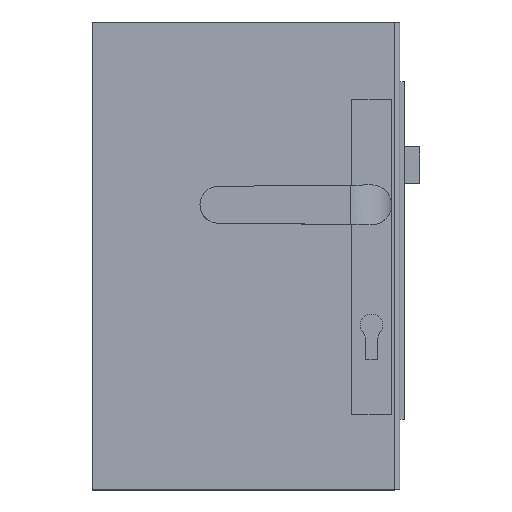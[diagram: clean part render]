
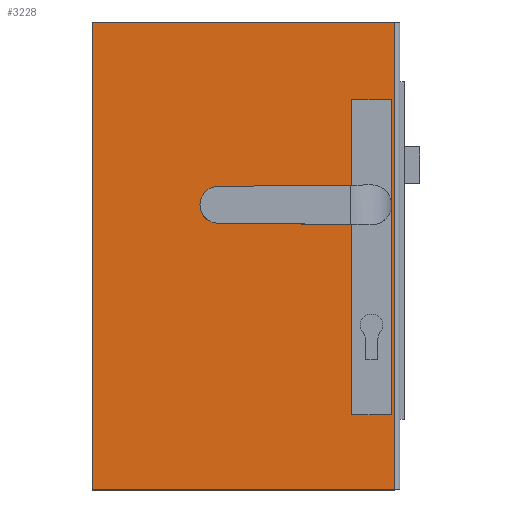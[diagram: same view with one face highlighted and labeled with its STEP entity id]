
A CAD part, top view. The second image highlights one B-rep face of the part: STEP entity #3228.
In plain terms, the highlighted planar face has unit normal (0, 0, 1).
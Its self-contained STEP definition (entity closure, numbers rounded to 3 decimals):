
#191 = VECTOR ( 'NONE', #3877, 1000. ) ;
#219 = EDGE_CURVE ( 'NONE', #3530, #930, #765, .T. ) ;
#228 = ORIENTED_EDGE ( 'NONE', *, *, #2763, .T. ) ;
#344 = CARTESIAN_POINT ( 'NONE',  ( -108.5, -165., 22. ) ) ;
#375 = EDGE_CURVE ( 'NONE', #3126, #384, #787, .T. ) ;
#384 = VERTEX_POINT ( 'NONE', #2523 ) ;
#407 = CARTESIAN_POINT ( 'NONE',  ( 102.5, 110., 22. ) ) ;
#425 = DIRECTION ( 'NONE',  ( 0., -1., 0. ) ) ;
#465 = DIRECTION ( 'NONE',  ( 0., 1., 0. ) ) ;
#552 = LINE ( 'NONE', #4188, #2137 ) ;
#560 = CARTESIAN_POINT ( 'NONE',  ( 74.5, 110., 22. ) ) ;
#611 = LINE ( 'NONE', #918, #3021 ) ;
#649 = DIRECTION ( 'NONE',  ( -1., 0., 0. ) ) ;
#765 = LINE ( 'NONE', #2551, #191 ) ;
#773 = EDGE_LOOP ( 'NONE', ( #2214, #3834, #2787, #228 ) ) ;
#787 = LINE ( 'NONE', #2111, #4106 ) ;
#794 = EDGE_CURVE ( 'NONE', #930, #910, #2692, .T. ) ;
#910 = VERTEX_POINT ( 'NONE', #4199 ) ;
#918 = CARTESIAN_POINT ( 'NONE',  ( -108.5, 165., 22. ) ) ;
#930 = VERTEX_POINT ( 'NONE', #560 ) ;
#1056 = CARTESIAN_POINT ( 'NONE',  ( 102.5, -112., 22. ) ) ;
#1063 = VERTEX_POINT ( 'NONE', #3354 ) ;
#1139 = VECTOR ( 'NONE', #3817, 1000. ) ;
#1167 = LINE ( 'NONE', #2491, #1139 ) ;
#1228 = ORIENTED_EDGE ( 'NONE', *, *, #375, .T. ) ;
#1415 = LINE ( 'NONE', #1056, #2388 ) ;
#1505 = CARTESIAN_POINT ( 'NONE',  ( -108.5, 165., 22. ) ) ;
#1541 = DIRECTION ( 'NONE',  ( 0., -1., 0. ) ) ;
#1717 = ORIENTED_EDGE ( 'NONE', *, *, #2974, .T. ) ;
#1790 = ORIENTED_EDGE ( 'NONE', *, *, #3480, .T. ) ;
#1890 = CARTESIAN_POINT ( 'NONE',  ( -108.5, 165., 22. ) ) ;
#1919 = VERTEX_POINT ( 'NONE', #1505 ) ;
#1925 = FACE_BOUND ( 'NONE', #773, .T. ) ;
#1966 = ORIENTED_EDGE ( 'NONE', *, *, #2731, .T. ) ;
#2111 = CARTESIAN_POINT ( 'NONE',  ( 104.5, 165., 22. ) ) ;
#2137 = VECTOR ( 'NONE', #3555, 1000. ) ;
#2214 = ORIENTED_EDGE ( 'NONE', *, *, #219, .T. ) ;
#2307 = EDGE_LOOP ( 'NONE', ( #1790, #1228, #1717, #1966 ) ) ;
#2388 = VECTOR ( 'NONE', #425, 1000. ) ;
#2491 = CARTESIAN_POINT ( 'NONE',  ( -108.5, -165., 22. ) ) ;
#2523 = CARTESIAN_POINT ( 'NONE',  ( 104.5, 165., 22. ) ) ;
#2551 = CARTESIAN_POINT ( 'NONE',  ( 74.5, -112., 22. ) ) ;
#2587 = DIRECTION ( 'NONE',  ( 1., 0., 0. ) ) ;
#2651 = DIRECTION ( 'NONE',  ( 1., 0., 0. ) ) ;
#2674 = VECTOR ( 'NONE', #2651, 1000. ) ;
#2692 = LINE ( 'NONE', #407, #2674 ) ;
#2731 = EDGE_CURVE ( 'NONE', #1919, #4161, #3226, .T. ) ;
#2763 = EDGE_CURVE ( 'NONE', #1063, #3530, #552, .T. ) ;
#2787 = ORIENTED_EDGE ( 'NONE', *, *, #3684, .T. ) ;
#2865 = CARTESIAN_POINT ( 'NONE',  ( 104.5, -165., 22. ) ) ;
#2974 = EDGE_CURVE ( 'NONE', #384, #1919, #611, .T. ) ;
#3021 = VECTOR ( 'NONE', #649, 1000. ) ;
#3126 = VERTEX_POINT ( 'NONE', #2865 ) ;
#3226 = LINE ( 'NONE', #1890, #4150 ) ;
#3228 = ADVANCED_FACE ( 'NONE', ( #1925, #3935 ), #4292, .T. ) ;
#3246 = DIRECTION ( 'NONE',  ( 0., 0., 1. ) ) ;
#3269 = CARTESIAN_POINT ( 'NONE',  ( 0., 0., 22. ) ) ;
#3354 = CARTESIAN_POINT ( 'NONE',  ( 102.5, -112., 22. ) ) ;
#3480 = EDGE_CURVE ( 'NONE', #4161, #3126, #1167, .T. ) ;
#3530 = VERTEX_POINT ( 'NONE', #4003 ) ;
#3555 = DIRECTION ( 'NONE',  ( -1., 0., 0. ) ) ;
#3684 = EDGE_CURVE ( 'NONE', #910, #1063, #1415, .T. ) ;
#3817 = DIRECTION ( 'NONE',  ( 1., 0., 0. ) ) ;
#3834 = ORIENTED_EDGE ( 'NONE', *, *, #794, .T. ) ;
#3854 = AXIS2_PLACEMENT_3D ( 'NONE', #3269, #3246, #2587 ) ;
#3877 = DIRECTION ( 'NONE',  ( 0., 1., 0. ) ) ;
#3935 = FACE_OUTER_BOUND ( 'NONE', #2307, .T. ) ;
#4003 = CARTESIAN_POINT ( 'NONE',  ( 74.5, -112., 22. ) ) ;
#4106 = VECTOR ( 'NONE', #465, 1000. ) ;
#4150 = VECTOR ( 'NONE', #1541, 1000. ) ;
#4161 = VERTEX_POINT ( 'NONE', #344 ) ;
#4188 = CARTESIAN_POINT ( 'NONE',  ( 102.5, -112., 22. ) ) ;
#4199 = CARTESIAN_POINT ( 'NONE',  ( 102.5, 110., 22. ) ) ;
#4292 = PLANE ( 'NONE',  #3854 ) ;
